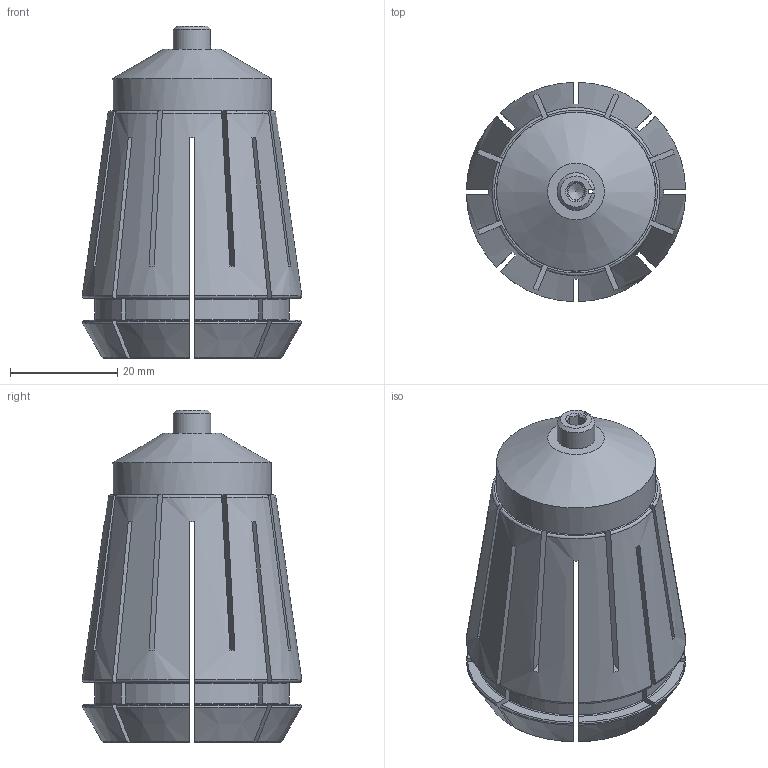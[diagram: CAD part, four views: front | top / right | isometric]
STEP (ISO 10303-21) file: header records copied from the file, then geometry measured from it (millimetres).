
FILE_DESCRIPTION(/* description */ (''),/* implementation_level */ '2;1');
FILE_NAME(/* name */ '134019054.stp',/* time_stamp */ '2021-03-03T08:55:42',/* author */ ('LRA'),/* organization */ ('REGO-FIX'),/* preprocessor_version */ ' Unknown',/* originating_system */ 'SIEMENS PLM Software Solid Edge ST10',/* authorization */ 'Unknown');
FILE_SCHEMA (('AUTOMOTIVE_DESIGN { 1 0 10303 214 2 1 1}'));
Length unit declared in the file: millimetre
Products named in the file (1): NOCUT
Bounding box: 40.85 x 40.85 x 61.8 mm (x, y, z)
Volume: 33056.7 mm3; surface area: 20980.6 mm2
Topology: 1 solids, 1 shells, 283 faces, 885 edges, 560 vertices
Faces by surface type: plane 151, torus 56, cone 40, cylinder 36
Full cylindrical faces by diameter (mm): 3 x1, 4.4 x1, 19.05 x1, 22.8 x1, 24.8 x1, 25.5 x1, 25.8 x1, 28.2 x1, 29.6 x1
Entity records: 11973 total; most frequent: CARTESIAN_POINT 2235, ORIENTED_EDGE 1716, DIRECTION 1586, EDGE_CURVE 858, AXIS2_PLACEMENT_3D 607, VERTEX_POINT 550, LINE 372, VECTOR 372
